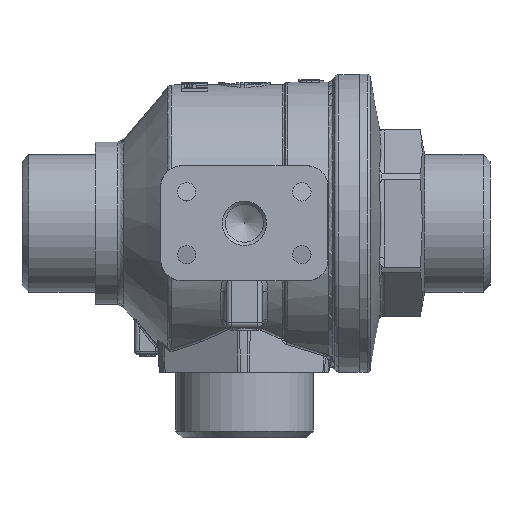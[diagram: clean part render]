
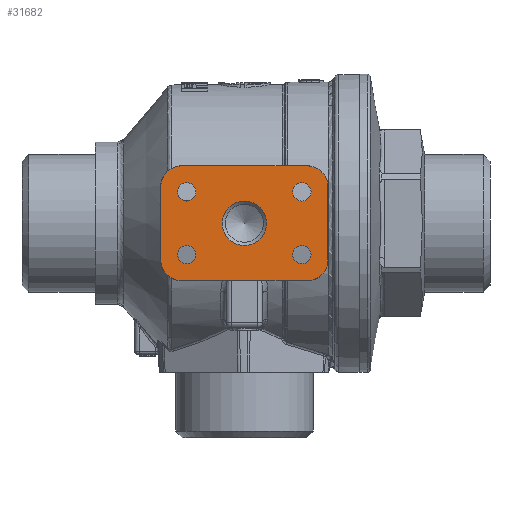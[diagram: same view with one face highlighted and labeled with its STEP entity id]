
A CAD part, front view. The second image highlights one B-rep face of the part: STEP entity #31682.
In plain terms, the highlighted planar face has unit normal (0, -1, 0).
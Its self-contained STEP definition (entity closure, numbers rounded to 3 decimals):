
#1253=PLANE('',#33958);
#4505=LINE('',#60269,#6365);
#4507=LINE('',#60281,#6367);
#4509=LINE('',#60293,#6369);
#4511=LINE('',#60305,#6371);
#6365=VECTOR('',#39286,1000.);
#6367=VECTOR('',#39300,1000.);
#6369=VECTOR('',#39314,1000.);
#6371=VECTOR('',#39328,1000.);
#12653=ORIENTED_EDGE('',*,*,#19542,.F.);
#12654=ORIENTED_EDGE('',*,*,#19543,.F.);
#12655=ORIENTED_EDGE('',*,*,#19545,.F.);
#12656=ORIENTED_EDGE('',*,*,#19547,.F.);
#12657=ORIENTED_EDGE('',*,*,#19549,.F.);
#12658=ORIENTED_EDGE('',*,*,#19573,.F.);
#12659=ORIENTED_EDGE('',*,*,#19554,.T.);
#12660=ORIENTED_EDGE('',*,*,#19557,.F.);
#12661=ORIENTED_EDGE('',*,*,#19560,.T.);
#12662=ORIENTED_EDGE('',*,*,#19563,.F.);
#12663=ORIENTED_EDGE('',*,*,#19566,.T.);
#12664=ORIENTED_EDGE('',*,*,#19569,.F.);
#12665=ORIENTED_EDGE('',*,*,#19572,.T.);
#19542=EDGE_CURVE('',#23292,#23292,#24991,.T.);
#19543=EDGE_CURVE('',#23293,#23293,#24992,.T.);
#19545=EDGE_CURVE('',#23295,#23295,#24994,.T.);
#19547=EDGE_CURVE('',#23297,#23297,#24996,.T.);
#19549=EDGE_CURVE('',#23299,#23299,#24998,.T.);
#19554=EDGE_CURVE('',#23301,#23304,#4505,.T.);
#19557=EDGE_CURVE('',#23306,#23304,#25004,.T.);
#19560=EDGE_CURVE('',#23306,#23308,#4507,.T.);
#19563=EDGE_CURVE('',#23310,#23308,#25008,.T.);
#19566=EDGE_CURVE('',#23310,#23312,#4509,.T.);
#19569=EDGE_CURVE('',#23314,#23312,#25012,.T.);
#19572=EDGE_CURVE('',#23314,#23316,#4511,.T.);
#19573=EDGE_CURVE('',#23301,#23316,#25014,.T.);
#23292=VERTEX_POINT('',#60240);
#23293=VERTEX_POINT('',#60243);
#23295=VERTEX_POINT('',#60248);
#23297=VERTEX_POINT('',#60253);
#23299=VERTEX_POINT('',#60258);
#23301=VERTEX_POINT('',#60263);
#23304=VERTEX_POINT('',#60268);
#23306=VERTEX_POINT('',#60274);
#23308=VERTEX_POINT('',#60280);
#23310=VERTEX_POINT('',#60286);
#23312=VERTEX_POINT('',#60292);
#23314=VERTEX_POINT('',#60298);
#23316=VERTEX_POINT('',#60304);
#24991=CIRCLE('',#33924,4.25);
#24992=CIRCLE('',#33926,1.75);
#24994=CIRCLE('',#33929,1.75);
#24996=CIRCLE('',#33932,1.75);
#24998=CIRCLE('',#33935,1.75);
#25004=CIRCLE('',#33943,3.98);
#25008=CIRCLE('',#33949,3.98);
#25012=CIRCLE('',#33955,3.98);
#25014=CIRCLE('',#33959,3.98);
#26855=EDGE_LOOP('',(#12653));
#26856=EDGE_LOOP('',(#12654));
#26857=EDGE_LOOP('',(#12655));
#26858=EDGE_LOOP('',(#12656));
#26859=EDGE_LOOP('',(#12657));
#26860=EDGE_LOOP('',(#12658,#12659,#12660,#12661,#12662,#12663,#12664,#12665));
#29152=FACE_BOUND('',#26855,.T.);
#29153=FACE_BOUND('',#26856,.T.);
#29154=FACE_BOUND('',#26857,.T.);
#29155=FACE_BOUND('',#26858,.T.);
#29156=FACE_BOUND('',#26859,.T.);
#29157=FACE_BOUND('',#26860,.T.);
#31682=ADVANCED_FACE('',(#29152,#29153,#29154,#29155,#29156,#29157),#1253,
 .F.);
#33924=AXIS2_PLACEMENT_3D('',#60239,#39253,#39254);
#33926=AXIS2_PLACEMENT_3D('',#60242,#39257,#39258);
#33929=AXIS2_PLACEMENT_3D('',#60247,#39263,#39264);
#33932=AXIS2_PLACEMENT_3D('',#60252,#39269,#39270);
#33935=AXIS2_PLACEMENT_3D('',#60257,#39275,#39276);
#33943=AXIS2_PLACEMENT_3D('',#60275,#39293,#39294);
#33949=AXIS2_PLACEMENT_3D('',#60287,#39307,#39308);
#33955=AXIS2_PLACEMENT_3D('',#60299,#39321,#39322);
#33958=AXIS2_PLACEMENT_3D('',#60306,#39329,#39330);
#33959=AXIS2_PLACEMENT_3D('',#60307,#39331,#39332);
#39253=DIRECTION('',(0.,-1.,0.));
#39254=DIRECTION('',(1.,0.,0.));
#39257=DIRECTION('',(0.,-1.,0.));
#39258=DIRECTION('',(1.,0.,0.));
#39263=DIRECTION('',(0.,-1.,0.));
#39264=DIRECTION('',(1.,0.,0.));
#39269=DIRECTION('',(0.,-1.,0.));
#39270=DIRECTION('',(1.,0.,0.));
#39275=DIRECTION('',(0.,-1.,0.));
#39276=DIRECTION('',(1.,0.,0.));
#39286=DIRECTION('',(0.,0.,1.));
#39293=DIRECTION('',(0.,1.,0.));
#39294=DIRECTION('',(0.,0.,1.));
#39300=DIRECTION('',(-1.,0.,0.));
#39307=DIRECTION('',(0.,1.,0.));
#39308=DIRECTION('',(-1.,0.,0.));
#39314=DIRECTION('',(0.,0.,-1.));
#39321=DIRECTION('',(0.,1.,0.));
#39322=DIRECTION('',(0.,0.,-1.));
#39328=DIRECTION('',(1.,0.,0.));
#39329=DIRECTION('',(0.,1.,0.));
#39330=DIRECTION('',(-1.,0.,0.));
#39331=DIRECTION('',(0.,1.,0.));
#39332=DIRECTION('',(1.,0.,0.));
#60239=CARTESIAN_POINT('',(0.,-97.2,0.));
#60240=CARTESIAN_POINT('',(4.25,-97.2,0.));
#60242=CARTESIAN_POINT('',(11.,-97.2,-6.));
#60243=CARTESIAN_POINT('',(12.75,-97.2,-6.));
#60247=CARTESIAN_POINT('',(-11.,-97.2,-6.));
#60248=CARTESIAN_POINT('',(-9.25,-97.2,-6.));
#60252=CARTESIAN_POINT('',(11.,-97.2,6.));
#60253=CARTESIAN_POINT('',(12.75,-97.2,6.));
#60257=CARTESIAN_POINT('',(-11.,-97.2,6.));
#60258=CARTESIAN_POINT('',(-9.25,-97.2,6.));
#60263=CARTESIAN_POINT('',(15.98,-97.2,-7.));
#60268=CARTESIAN_POINT('',(15.98,-97.2,7.));
#60269=CARTESIAN_POINT('',(15.98,-97.2,-7.));
#60274=CARTESIAN_POINT('',(12.,-97.2,10.98));
#60275=CARTESIAN_POINT('',(12.,-97.2,7.));
#60280=CARTESIAN_POINT('',(-12.,-97.2,10.98));
#60281=CARTESIAN_POINT('',(12.,-97.2,10.98));
#60286=CARTESIAN_POINT('',(-15.98,-97.2,7.));
#60287=CARTESIAN_POINT('',(-12.,-97.2,7.));
#60292=CARTESIAN_POINT('',(-15.98,-97.2,-7.));
#60293=CARTESIAN_POINT('',(-15.98,-97.2,7.));
#60298=CARTESIAN_POINT('',(-12.,-97.2,-10.98));
#60299=CARTESIAN_POINT('',(-12.,-97.2,-7.));
#60304=CARTESIAN_POINT('',(12.,-97.2,-10.98));
#60305=CARTESIAN_POINT('',(-12.,-97.2,-10.98));
#60306=CARTESIAN_POINT('',(50.,-97.2,-50.));
#60307=CARTESIAN_POINT('',(12.,-97.2,-7.));
